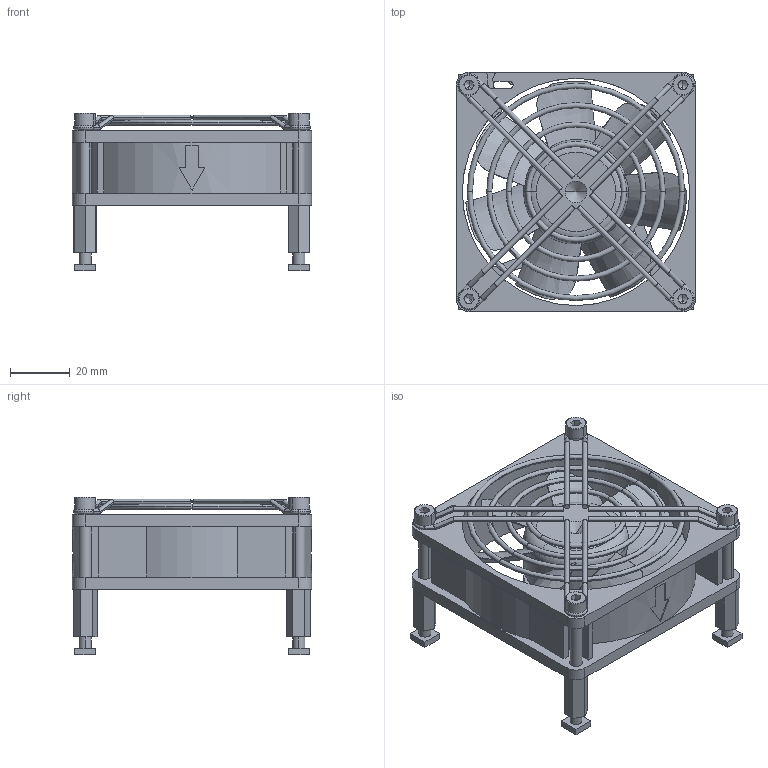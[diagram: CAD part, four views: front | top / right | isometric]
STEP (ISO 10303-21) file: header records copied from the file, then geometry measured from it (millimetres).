
FILE_DESCRIPTION (( 'STEP AP214' ), '1' );
FILE_NAME ('0186-0051_170119_HV01-37!48.STEP', '2017-01-19T13:31:09', ( 'mittelholzer' ), ( 'Microsoft' ), 'SwSTEP 2.0', 'SolidWorks 2016', '' );
FILE_SCHEMA (( 'AUTOMOTIVE_DESIGN' ));
Length unit declared in the file: millimetre
Products named in the file (5): 0186-0051_170119_HV01-37!48; socket head cap screw_iso_ISO 4762 M4 x 30 --- 20C; Square nut DIN 562 M4 -S_Square nut DIN 562 M4 -S; M4x16-Distanzhalter sechskant ; HV01-37
Assembly tree (13 placements, depth 2):
  0186-0051_170119_HV01-37!48
    HV01-37
    socket head cap screw_iso_ISO 4762 M4 x 30 --- 20C  x4
    M4x16-Distanzhalter sechskant   x4
    Square nut DIN 562 M4 -S_Square nut DIN 562 M4 -S  x4
Bounding box: 80 x 80 x 52.7 mm (x, y, z)
Volume: 55912.8 mm3; surface area: 47085.4 mm2
Topology: 14 solids, 14 shells, 522 faces, 1293 edges, 813 vertices
Faces by surface type: plane 211, cylinder 168, cone 58, torus 50, bspline 35
Entity records: 14370 total; most frequent: CARTESIAN_POINT 4689, ORIENTED_EDGE 1774, DIRECTION 1580, EDGE_CURVE 887, AXIS2_PLACEMENT_3D 595, VERTEX_POINT 576, EDGE_LOOP 429, VECTOR 390
